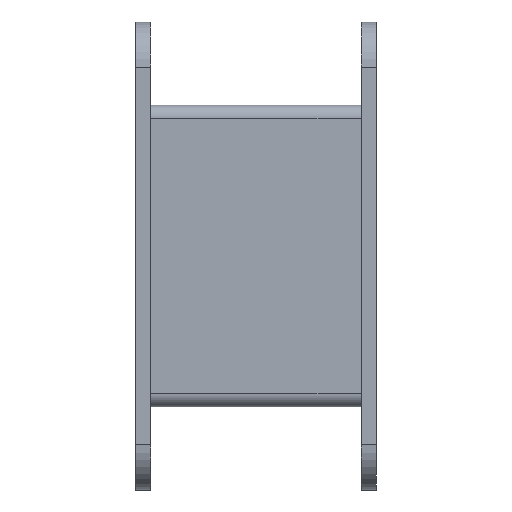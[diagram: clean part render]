
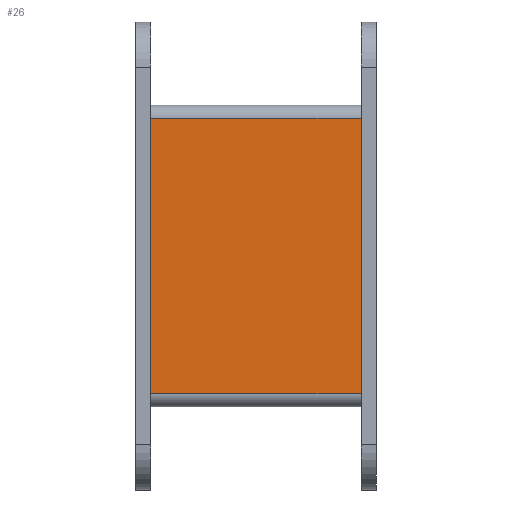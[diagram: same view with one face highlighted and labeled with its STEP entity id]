
A CAD part, left-side view. The second image highlights one B-rep face of the part: STEP entity #26.
In plain terms, the highlighted planar face has unit normal (-1, 0, 0).
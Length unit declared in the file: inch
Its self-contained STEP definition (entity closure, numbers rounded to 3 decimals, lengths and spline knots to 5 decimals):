
#26 = ADVANCED_FACE ( 'NONE', ( #1177 ), #2297, .T. ) ;
#31 = LINE ( 'NONE', #1781, #697 ) ;
#139 = CARTESIAN_POINT ( 'NONE',  ( -1.25, 0.875, 2.392 ) ) ;
#267 = EDGE_CURVE ( 'NONE', #1153, #2483, #2572, .T. ) ;
#348 = ORIENTED_EDGE ( 'NONE', *, *, #1429, .T. ) ;
#453 = DIRECTION ( 'NONE',  ( 0., 1., 0. ) ) ;
#466 = LINE ( 'NONE', #1258, #1502 ) ;
#472 = AXIS2_PLACEMENT_3D ( 'NONE', #537, #1344, #2505 ) ;
#537 = CARTESIAN_POINT ( 'NONE',  ( -1.25, 0.875, 2.5 ) ) ;
#616 = DIRECTION ( 'NONE',  ( 0., 0., 1. ) ) ;
#697 = VECTOR ( 'NONE', #616, 39.37008 ) ;
#844 = VERTEX_POINT ( 'NONE', #139 ) ;
#990 = DIRECTION ( 'NONE',  ( 0., 0., -1. ) ) ;
#1153 = VERTEX_POINT ( 'NONE', #2031 ) ;
#1160 = EDGE_CURVE ( 'NONE', #1188, #844, #466, .T. ) ;
#1177 = FACE_OUTER_BOUND ( 'NONE', #2129, .T. ) ;
#1188 = VERTEX_POINT ( 'NONE', #1852 ) ;
#1234 = CARTESIAN_POINT ( 'NONE',  ( -1.25, 0.875, 2.5 ) ) ;
#1239 = ORIENTED_EDGE ( 'NONE', *, *, #1160, .T. ) ;
#1258 = CARTESIAN_POINT ( 'NONE',  ( -1.25, 0.875, 2.392 ) ) ;
#1344 = DIRECTION ( 'NONE',  ( -1., 0., 0. ) ) ;
#1386 = LINE ( 'NONE', #1234, #1591 ) ;
#1429 = EDGE_CURVE ( 'NONE', #844, #1153, #1386, .T. ) ;
#1502 = VECTOR ( 'NONE', #453, 39.37008 ) ;
#1591 = VECTOR ( 'NONE', #990, 39.37008 ) ;
#1781 = CARTESIAN_POINT ( 'NONE',  ( -1.25, -0.875, 2.5 ) ) ;
#1852 = CARTESIAN_POINT ( 'NONE',  ( -1.25, -0.875, 2.392 ) ) ;
#1877 = EDGE_CURVE ( 'NONE', #2483, #1188, #31, .T. ) ;
#1941 = ORIENTED_EDGE ( 'NONE', *, *, #1877, .T. ) ;
#2031 = CARTESIAN_POINT ( 'NONE',  ( -1.25, 0.875, 0.108 ) ) ;
#2043 = VECTOR ( 'NONE', #2350, 39.37008 ) ;
#2087 = ORIENTED_EDGE ( 'NONE', *, *, #267, .T. ) ;
#2129 = EDGE_LOOP ( 'NONE', ( #348, #2087, #1941, #1239 ) ) ;
#2297 = PLANE ( 'NONE',  #472 ) ;
#2337 = CARTESIAN_POINT ( 'NONE',  ( -1.25, 0.875, 0.108 ) ) ;
#2350 = DIRECTION ( 'NONE',  ( 0., -1., 0. ) ) ;
#2436 = CARTESIAN_POINT ( 'NONE',  ( -1.25, -0.875, 0.108 ) ) ;
#2483 = VERTEX_POINT ( 'NONE', #2436 ) ;
#2505 = DIRECTION ( 'NONE',  ( 0., 0., 1. ) ) ;
#2572 = LINE ( 'NONE', #2337, #2043 ) ;
